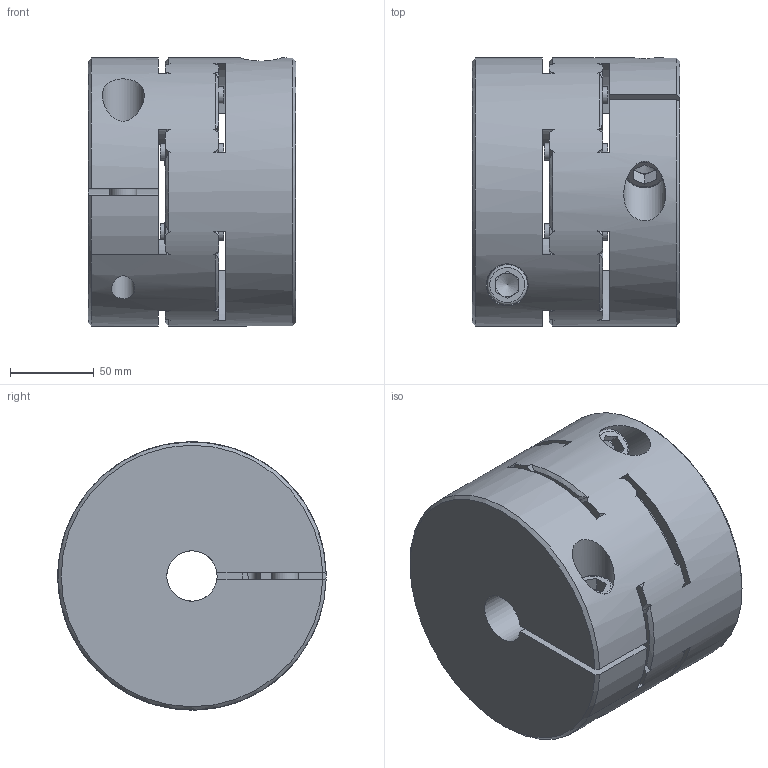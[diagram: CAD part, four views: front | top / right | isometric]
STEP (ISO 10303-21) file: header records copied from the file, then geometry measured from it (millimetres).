
FILE_DESCRIPTION( ( 'Unknown' ), '1' );
FILE_NAME( 'EKM 2000.stp', 'Unknown', ( 'Unknown' ), ( 'Unknown' ), 'PSStep 10.1', 'Unknown', ' ' );
FILE_SCHEMA( ( 'AUTOMOTIVE_DESIGN { 1 0 10303 214 1 1 1 1 }' ) );
Length unit declared in the file: millimetre
Products named in the file (2): Assem1; 27322162
Bounding box: 124 x 160 x 160 mm (x, y, z)
Surface area: 418873.9 mm2
Topology: 2 solids, 2 shells, 612 faces, 1618 edges, 1036 vertices
Faces by surface type: plane 246, cylinder 178, cone 140, extrusion 40, torus 8
Full cylindrical faces by diameter (mm): 10 x16, 13.835 x4, 16 x4, 17 x4, 24 x4, 25 x4, 60 x2, 77 x4, 160 x2
Entity records: 12838 total; most frequent: CARTESIAN_POINT 3062, ORIENTED_EDGE 1494, DIRECTION 1485, EDGE_CURVE 747, AXIS2_PLACEMENT_3D 571, VERTEX_POINT 498, EDGE_LOOP 391, VECTOR 343
